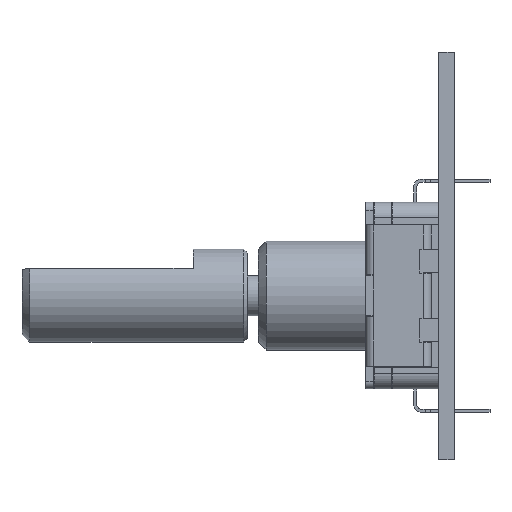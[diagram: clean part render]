
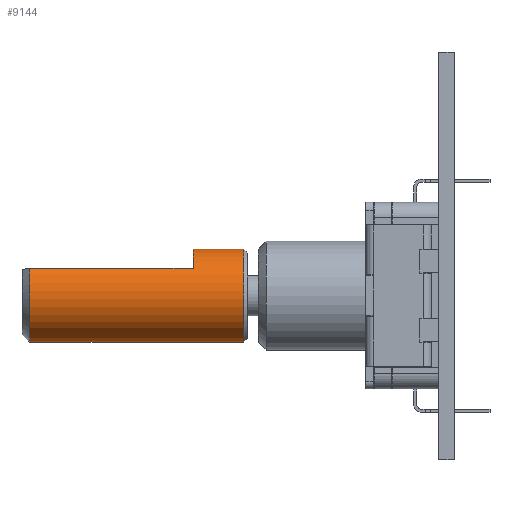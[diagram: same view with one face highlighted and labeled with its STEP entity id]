
A CAD part, left-side view. The second image highlights one B-rep face of the part: STEP entity #9144.
In plain terms, the highlighted cylindrical face has radius 3 mm (diameter 6 mm), a partial arc.
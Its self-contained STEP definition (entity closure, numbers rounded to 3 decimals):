
#8943=CARTESIAN_POINT('',(0.,5.95,0.));
#8944=DIRECTION('',(0.,-1.,0.));
#8945=DIRECTION('',(0.,0.,-1.));
#8946=AXIS2_PLACEMENT_3D('',#8943,#8944,#8945);
#8948=DIRECTION('',(0.,1.,0.));
#8949=VECTOR('',#8948,10.5);
#8950=CARTESIAN_POINT('',(2.598,9.2,-1.5));
#8951=LINE('',#8950,#8949);
#8982=CARTESIAN_POINT('',(2.598,19.7,-1.5));
#8984=CARTESIAN_POINT('',(0.,19.7,0.));
#8985=DIRECTION('',(0.,1.,0.));
#8986=DIRECTION('',(0.,0.,1.));
#8987=AXIS2_PLACEMENT_3D('',#8984,#8985,#8986);
#8994=DIRECTION('',(0.,-1.,0.));
#8995=VECTOR('',#8994,13.75);
#8996=CARTESIAN_POINT('',(0.,19.7,3.));
#8997=LINE('',#8996,#8995);
#8998=DIRECTION('',(0.,-1.,0.));
#8999=VECTOR('',#8998,3.25);
#9000=CARTESIAN_POINT('',(0.,9.2,-3.));
#9001=LINE('',#9000,#8999);
#9006=CARTESIAN_POINT('',(0.,9.2,0.));
#9007=DIRECTION('',(0.,1.,0.));
#9008=DIRECTION('',(0.866,0.,-0.5));
#9009=AXIS2_PLACEMENT_3D('',#9006,#9007,#9008);
#9035=VERTEX_POINT('',#8982);
#9036=CARTESIAN_POINT('',(2.598,9.2,-1.5));
#9038=VERTEX_POINT('',#9036);
#9053=CARTESIAN_POINT('',(0.,9.2,-3.));
#9054=CARTESIAN_POINT('',(0.,5.95,-3.));
#9055=VERTEX_POINT('',#9053);
#9056=VERTEX_POINT('',#9054);
#9057=CARTESIAN_POINT('',(0.,19.7,3.));
#9058=CARTESIAN_POINT('',(0.,5.95,3.));
#9059=VERTEX_POINT('',#9057);
#9060=VERTEX_POINT('',#9058);
#9126=CARTESIAN_POINT('',(0.,20.2,0.));
#9127=DIRECTION('',(0.,-1.,0.));
#9128=DIRECTION('',(0.,0.,-1.));
#9129=AXIS2_PLACEMENT_3D('',#9126,#9127,#9128);
#9130=CYLINDRICAL_SURFACE('',#9129,3.);
#9132=ORIENTED_EDGE('',*,*,#9131,.F.);
#9134=ORIENTED_EDGE('',*,*,#9133,.T.);
#9136=ORIENTED_EDGE('',*,*,#9135,.T.);
#9137=ORIENTED_EDGE('',*,*,#9120,.T.);
#9139=ORIENTED_EDGE('',*,*,#9138,.F.);
#9141=ORIENTED_EDGE('',*,*,#9140,.T.);
#9142=EDGE_LOOP('',(#9132,#9134,#9136,#9137,#9139,#9141));
#9143=FACE_OUTER_BOUND('',#9142,.F.);
#9144=ADVANCED_FACE('',(#9143),#9130,.T.);
#8947=CIRCLE('',#8946,3.);
#8988=CIRCLE('',#8987,3.);
#9010=CIRCLE('',#9009,3.);
#9120=EDGE_CURVE('',#9056,#9060,#8947,.T.);
#9131=EDGE_CURVE('',#9038,#9035,#8951,.T.);
#9133=EDGE_CURVE('',#9038,#9055,#9010,.T.);
#9135=EDGE_CURVE('',#9055,#9056,#9001,.T.);
#9138=EDGE_CURVE('',#9059,#9060,#8997,.T.);
#9140=EDGE_CURVE('',#9059,#9035,#8988,.T.);
